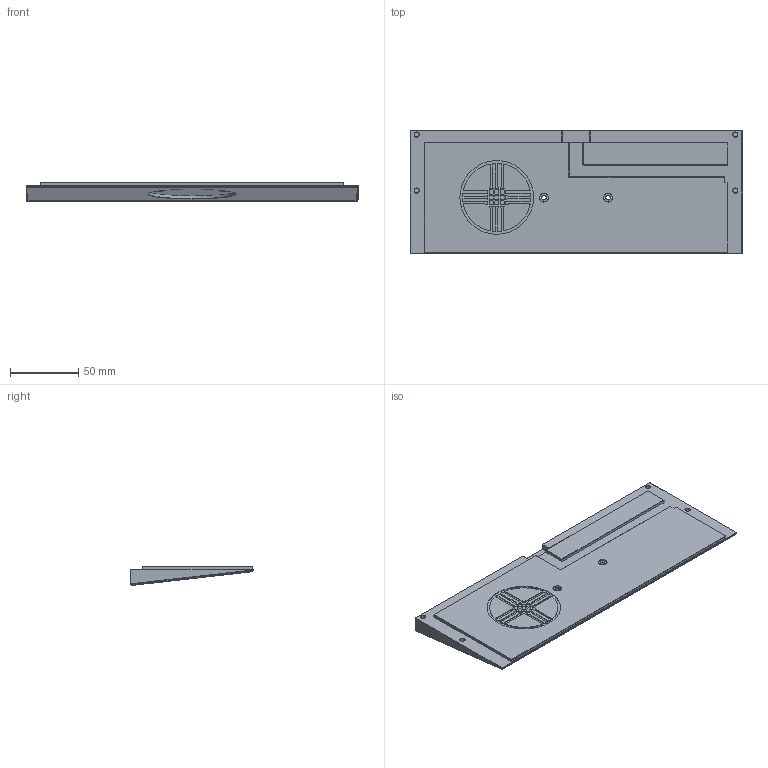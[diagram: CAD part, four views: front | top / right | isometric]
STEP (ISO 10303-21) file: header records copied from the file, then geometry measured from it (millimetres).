
FILE_DESCRIPTION(/* description */ (''),/* implementation_level */ '2;1');
FILE_NAME(/* name */ 'WEIGHT.step',/* time_stamp */ '2023-01-05T18:39:55-05:00',/* author */ (''),/* organization */ (''),/* preprocessor_version */ 'ST-DEVELOPER v19.2',/* originating_system */ 'Autodesk Translation Framework v11.17.0.187',/* authorisation */ '');
FILE_SCHEMA (('AUTOMOTIVE_DESIGN { 1 0 10303 214 3 1 1 }'));
Length unit declared in the file: millimetre
Products named in the file (1): WEIGHT
Bounding box: 243.16 x 90 x 13.88 mm (x, y, z)
Volume: 172246.2 mm3; surface area: 51427.1 mm2
Topology: 1 solids, 1 shells, 361 faces, 953 edges, 619 vertices
Faces by surface type: plane 253, cylinder 103, cone 5
Full cylindrical faces by diameter (mm): 3 x3, 3.5 x6, 6.5 x2, 8 x2, 54 x1, 65 x1
Entity records: 11124 total; most frequent: CARTESIAN_POINT 1934, ORIENTED_EDGE 1906, DIRECTION 1889, EDGE_CURVE 953, LINE 741, VECTOR 741, VERTEX_POINT 619, AXIS2_PLACEMENT_3D 574
